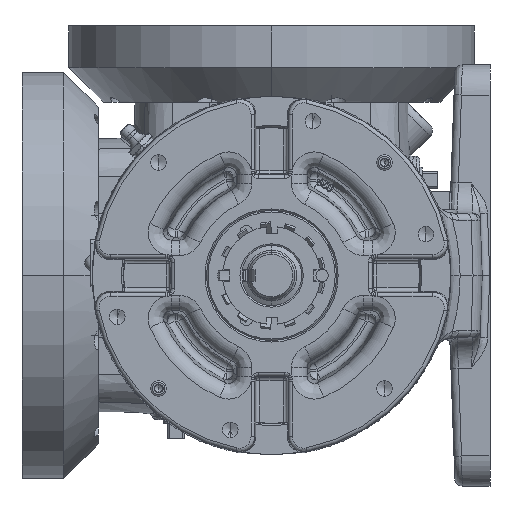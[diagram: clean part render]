
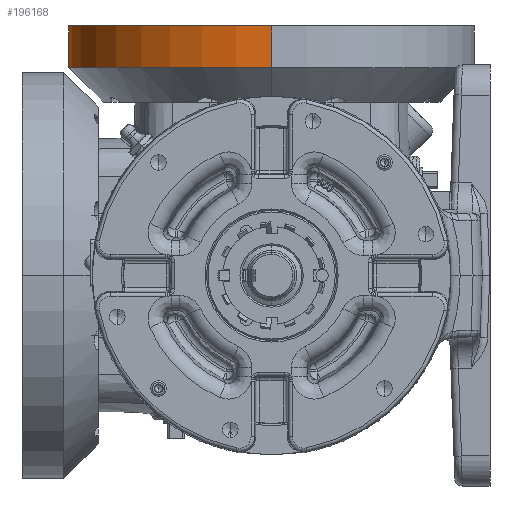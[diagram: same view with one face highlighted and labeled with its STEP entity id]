
A CAD part, left-side view. The second image highlights one B-rep face of the part: STEP entity #196168.
In plain terms, the highlighted cylindrical face has radius 82.55 mm (diameter 165.1 mm), a partial arc.
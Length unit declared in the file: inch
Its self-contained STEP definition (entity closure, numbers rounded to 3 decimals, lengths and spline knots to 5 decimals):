
#10990 = EDGE_CURVE ( 'NONE', #116109, #185258, #54555, .T. ) ;
#23528 = EDGE_LOOP ( 'NONE', ( #213073, #265997, #57611, #288724 ) ) ;
#35875 = DIRECTION ( 'NONE',  ( 0., 0., -1. ) ) ;
#38716 = EDGE_CURVE ( 'NONE', #95202, #46857, #196050, .T. ) ;
#46857 = VERTEX_POINT ( 'NONE', #135971 ) ;
#50083 = DIRECTION ( 'NONE',  ( 0., 0., -1. ) ) ;
#54555 = LINE ( 'NONE', #280839, #266418 ) ;
#57611 = ORIENTED_EDGE ( 'NONE', *, *, #75124, .F. ) ;
#57987 = CARTESIAN_POINT ( 'NONE',  ( 5.085, 0., 1.38983 ) ) ;
#58147 = CIRCLE ( 'NONE', #227747, 3.25 ) ;
#75124 = EDGE_CURVE ( 'NONE', #185258, #46857, #223588, .T. ) ;
#92744 = AXIS2_PLACEMENT_3D ( 'NONE', #131538, #174020, #178500 ) ;
#95202 = VERTEX_POINT ( 'NONE', #108826 ) ;
#101469 = EDGE_CURVE ( 'NONE', #116109, #95202, #58147, .T. ) ;
#105686 = CARTESIAN_POINT ( 'NONE',  ( -1.415, 0., 4. ) ) ;
#108826 = CARTESIAN_POINT ( 'NONE',  ( 5.085, 0., 4. ) ) ;
#116109 = VERTEX_POINT ( 'NONE', #105686 ) ;
#126971 = DIRECTION ( 'NONE',  ( -1., 0., 0. ) ) ;
#131538 = CARTESIAN_POINT ( 'NONE',  ( 1.835, 0., 3.33 ) ) ;
#135971 = CARTESIAN_POINT ( 'NONE',  ( 5.085, 0., 3.33 ) ) ;
#137554 = VECTOR ( 'NONE', #150640, 39.37008 ) ;
#147831 = DIRECTION ( 'NONE',  ( -1., 0., 0. ) ) ;
#150640 = DIRECTION ( 'NONE',  ( 0., 0., -1. ) ) ;
#170522 = CARTESIAN_POINT ( 'NONE',  ( 1.835, 0., 1.38983 ) ) ;
#171976 = FACE_OUTER_BOUND ( 'NONE', #23528, .T. ) ;
#174020 = DIRECTION ( 'NONE',  ( 0., 0., -1. ) ) ;
#178500 = DIRECTION ( 'NONE',  ( -1., 0., 0. ) ) ;
#178814 = AXIS2_PLACEMENT_3D ( 'NONE', #170522, #263183, #147831 ) ;
#185258 = VERTEX_POINT ( 'NONE', #253754 ) ;
#196050 = LINE ( 'NONE', #57987, #137554 ) ;
#196168 = ADVANCED_FACE ( 'NONE', ( #171976 ), #238862, .T. ) ;
#213073 = ORIENTED_EDGE ( 'NONE', *, *, #101469, .T. ) ;
#223588 = CIRCLE ( 'NONE', #92744, 3.25 ) ;
#227747 = AXIS2_PLACEMENT_3D ( 'NONE', #262182, #35875, #126971 ) ;
#238862 = CYLINDRICAL_SURFACE ( 'NONE', #178814, 3.25 ) ;
#253754 = CARTESIAN_POINT ( 'NONE',  ( -1.415, 0., 3.33 ) ) ;
#262182 = CARTESIAN_POINT ( 'NONE',  ( 1.835, 0., 4. ) ) ;
#263183 = DIRECTION ( 'NONE',  ( 0., 0., -1. ) ) ;
#265997 = ORIENTED_EDGE ( 'NONE', *, *, #38716, .T. ) ;
#266418 = VECTOR ( 'NONE', #50083, 39.37008 ) ;
#280839 = CARTESIAN_POINT ( 'NONE',  ( -1.415, 0., 1.38983 ) ) ;
#288724 = ORIENTED_EDGE ( 'NONE', *, *, #10990, .F. ) ;
